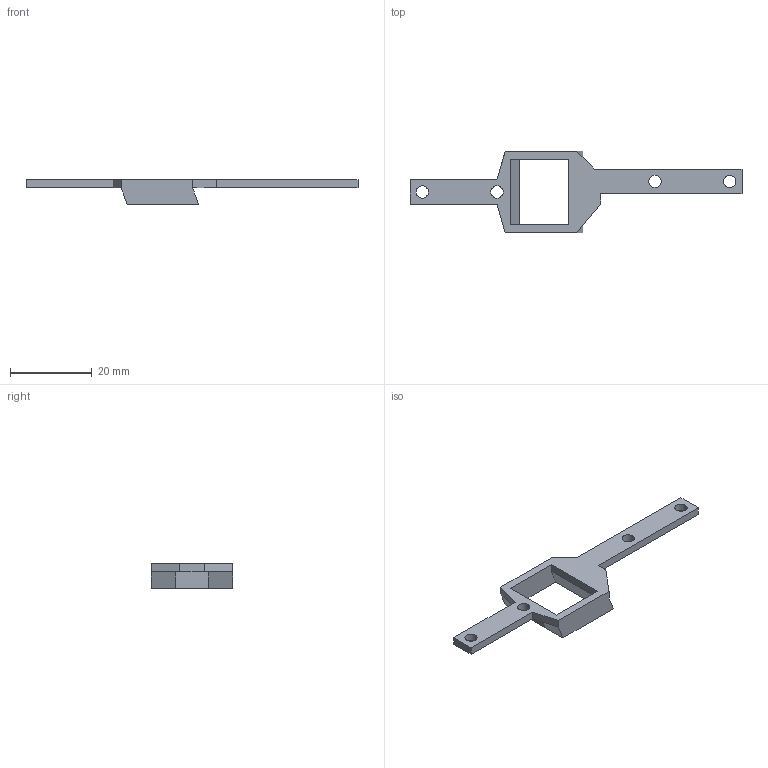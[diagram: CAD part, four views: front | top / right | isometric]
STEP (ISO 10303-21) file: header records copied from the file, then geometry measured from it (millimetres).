
FILE_DESCRIPTION (( 'STEP AP203' ), '1' );
FILE_NAME ('14.) 300mah Tattu Bat Holder.STEP', '2023-08-09T18:59:10', ( '' ), ( '' ), 'SwSTEP 2.0', 'SolidWorks 2023', '' );
FILE_SCHEMA (( 'CONFIG_CONTROL_DESIGN' ));
Length unit declared in the file: millimetre
Products named in the file (1): 14.) 300mah Tattu Bat Holder
Bounding box: 81.3 x 20 x 6 mm (x, y, z)
Volume: 1595.7 mm3; surface area: 2237.8 mm2
Topology: 1 solids, 1 shells, 37 faces, 100 edges, 65 vertices
Faces by surface type: plane 29, cylinder 8
Entity records: 1247 total; most frequent: CARTESIAN_POINT 203, ORIENTED_EDGE 200, DIRECTION 192, EDGE_CURVE 100, VECTOR 84, LINE 84, VERTEX_POINT 65, AXIS2_PLACEMENT_3D 54
